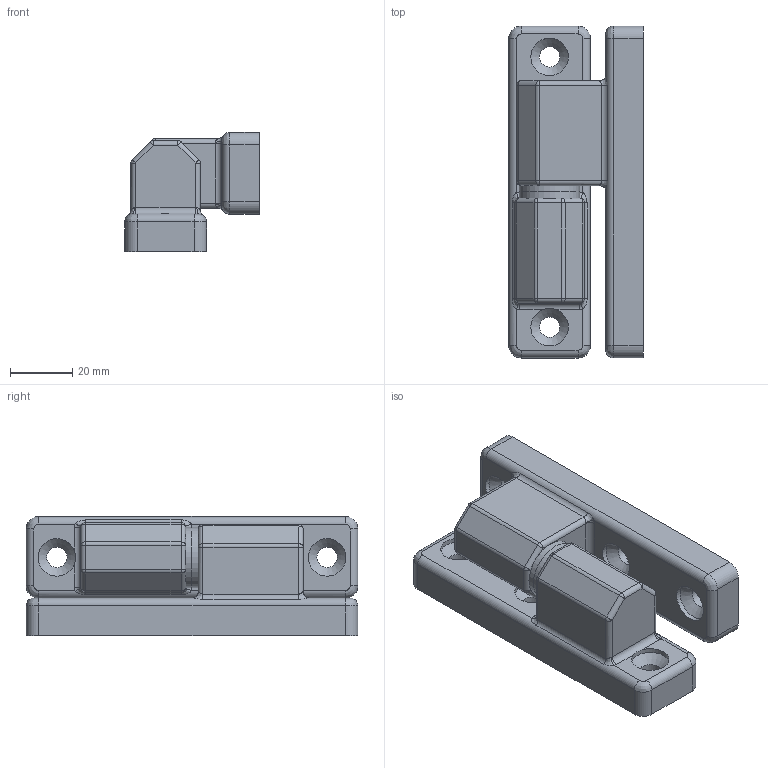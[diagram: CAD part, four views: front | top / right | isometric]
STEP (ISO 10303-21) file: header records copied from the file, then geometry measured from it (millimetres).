
FILE_DESCRIPTION(/* description */ (''),/* implementation_level */ '2;1');
FILE_NAME(/* name */ 'DR_D-1103.stp',/* time_stamp */ '2023-01-13T12:26:38+09:00',/* author */ ('user'),/* organization */ (''),/* preprocessor_version */ 'ST-DEVELOPER v15.6',/* originating_system */ 'Autodesk Inventor 2015',/* authorisation */ '');
FILE_SCHEMA (('AUTOMOTIVE_DESIGN { 1 0 10303 214 3 1 1 }'));
Length unit declared in the file: millimetre
Products named in the file (4): 날개25; 날개30; 부싱; D-1103
Bounding box: 43.1 x 106.2 x 38.1 mm (x, y, z)
Volume: 56967.2 mm3; surface area: 40466.1 mm2
Topology: 5 solids, 5 shells, 629 faces, 1477 edges, 833 vertices
Faces by surface type: cylinder 225, bspline 169, plane 108, torus 66, sphere 36, cone 25
Full cylindrical faces by diameter (mm): 3.1 x3, 6.5 x6, 8.2 x2, 10.3 x3, 12 x6, 13.5 x3, 13.8 x2, 19.3 x3
Entity records: 29159 total; most frequent: CARTESIAN_POINT 15747, ORIENTED_EDGE 2728, DIRECTION 2664, EDGE_CURVE 1364, AXIS2_PLACEMENT_3D 1125, VERTEX_POINT 797, EDGE_LOOP 659, FACE_OUTER_BOUND 609
